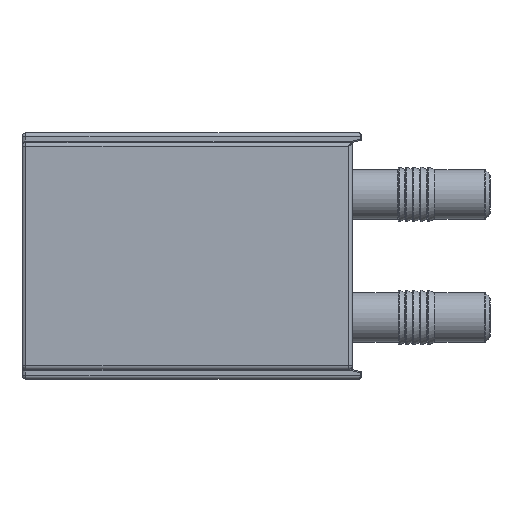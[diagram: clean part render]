
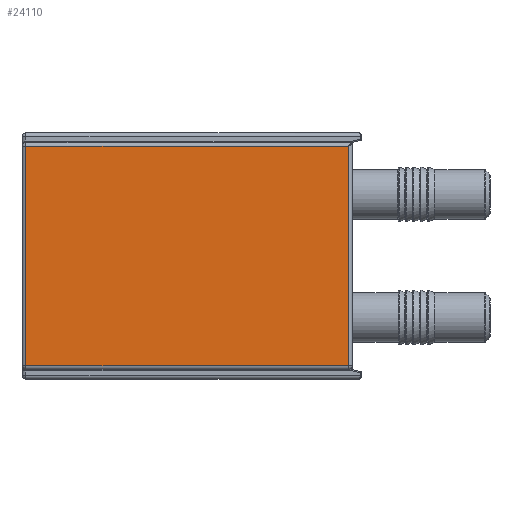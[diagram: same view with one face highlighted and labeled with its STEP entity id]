
A CAD part, left-side view. The second image highlights one B-rep face of the part: STEP entity #24110.
In plain terms, the highlighted planar face has unit normal (-1, 0, 0).
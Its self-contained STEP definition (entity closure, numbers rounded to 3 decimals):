
#454 = DIRECTION ( 'NONE',  ( 0., 0., 1. ) ) ;
#4047 = CARTESIAN_POINT ( 'NONE',  ( -1.35, -3.325, -2.26 ) ) ;
#4299 = CARTESIAN_POINT ( 'NONE',  ( -1.35, -3.325, 2.26 ) ) ;
#4569 = LINE ( 'NONE', #18585, #15072 ) ;
#5673 = EDGE_CURVE ( 'NONE', #12514, #14623, #6442, .T. ) ;
#6442 = LINE ( 'NONE', #9834, #20071 ) ;
#6456 = ORIENTED_EDGE ( 'NONE', *, *, #18697, .T. ) ;
#7024 = PLANE ( 'NONE',  #10042 ) ;
#7195 = CARTESIAN_POINT ( 'NONE',  ( -1.35, 0., 0. ) ) ;
#7686 = ORIENTED_EDGE ( 'NONE', *, *, #8863, .T. ) ;
#8863 = EDGE_CURVE ( 'NONE', #20509, #18111, #13419, .T. ) ;
#9051 = DIRECTION ( 'NONE',  ( 0., 0., -1. ) ) ;
#9659 = DIRECTION ( 'NONE',  ( 0., 0., -1. ) ) ;
#9834 = CARTESIAN_POINT ( 'NONE',  ( -1.35, -3.325, 0. ) ) ;
#10042 = AXIS2_PLACEMENT_3D ( 'NONE', #7195, #20170, #9051 ) ;
#11877 = CARTESIAN_POINT ( 'NONE',  ( -1.35, 3.405, 2.26 ) ) ;
#12514 = VERTEX_POINT ( 'NONE', #4047 ) ;
#13419 = LINE ( 'NONE', #20876, #22728 ) ;
#14623 = VERTEX_POINT ( 'NONE', #4299 ) ;
#14806 = CARTESIAN_POINT ( 'NONE',  ( -1.35, 3.325, -2.26 ) ) ;
#15025 = EDGE_LOOP ( 'NONE', ( #15831, #7686, #6456, #18206 ) ) ;
#15072 = VECTOR ( 'NONE', #20452, 1000. ) ;
#15831 = ORIENTED_EDGE ( 'NONE', *, *, #20772, .T. ) ;
#16140 = FACE_OUTER_BOUND ( 'NONE', #15025, .T. ) ;
#18111 = VERTEX_POINT ( 'NONE', #14806 ) ;
#18206 = ORIENTED_EDGE ( 'NONE', *, *, #5673, .T. ) ;
#18316 = CARTESIAN_POINT ( 'NONE',  ( -1.35, 3.325, 2.26 ) ) ;
#18585 = CARTESIAN_POINT ( 'NONE',  ( -1.35, 0., -2.26 ) ) ;
#18697 = EDGE_CURVE ( 'NONE', #18111, #12514, #4569, .T. ) ;
#19450 = DIRECTION ( 'NONE',  ( 0., 1., 0. ) ) ;
#20071 = VECTOR ( 'NONE', #454, 1000. ) ;
#20170 = DIRECTION ( 'NONE',  ( 1., 0., 0. ) ) ;
#20452 = DIRECTION ( 'NONE',  ( 0., -1., 0. ) ) ;
#20509 = VERTEX_POINT ( 'NONE', #18316 ) ;
#20772 = EDGE_CURVE ( 'NONE', #14623, #20509, #23024, .T. ) ;
#20876 = CARTESIAN_POINT ( 'NONE',  ( -1.35, 3.325, -2.34 ) ) ;
#22433 = VECTOR ( 'NONE', #19450, 1000. ) ;
#22728 = VECTOR ( 'NONE', #9659, 1000. ) ;
#23024 = LINE ( 'NONE', #11877, #22433 ) ;
#24110 = ADVANCED_FACE ( 'NONE', ( #16140 ), #7024, .F. ) ;
